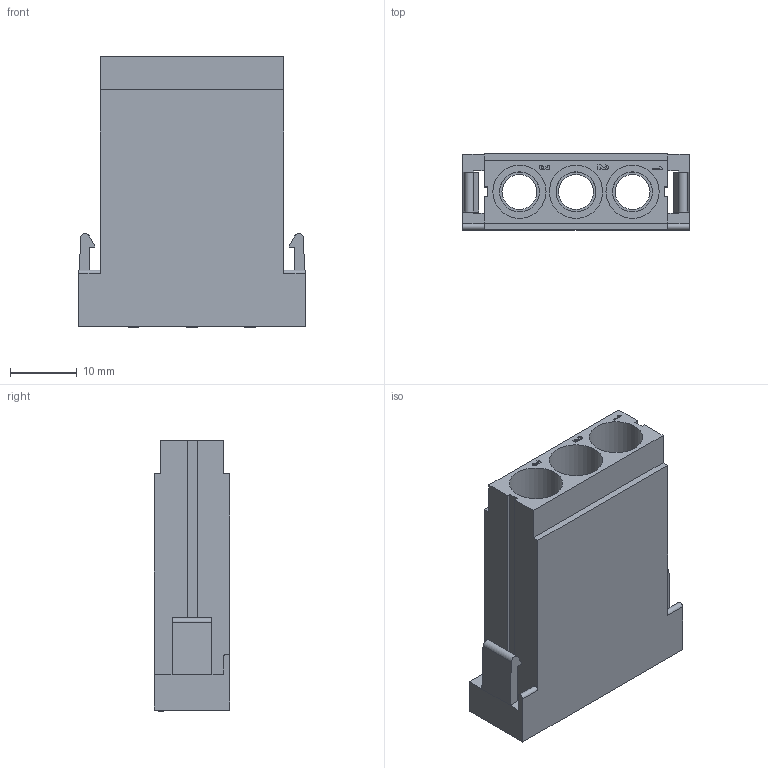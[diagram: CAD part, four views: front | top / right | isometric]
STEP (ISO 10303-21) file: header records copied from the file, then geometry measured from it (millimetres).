
FILE_DESCRIPTION(/* description */ (''),/* implementation_level */ '2;1');
FILE_NAME(/* name */ 'c146 b03 001 e8nxc001-03_214.stp',/* time_stamp */ '2022-11-03T08:06:04+01:00',/* author */ (''),/* organization */ (''),/* preprocessor_version */ 'ST-DEVELOPER v18.1',/* originating_system */ 'SIEMENS PLM Software NX 2000',/* authorisation */ '');
FILE_SCHEMA (('AUTOMOTIVE_DESIGN { 1 0 10303 214 3 1 1 1 }'));
Length unit declared in the file: millimetre
Products named in the file (6): CSA-Logo_04-01_55779ID; c146 b03 000 e8nxm001-02_55777ID; CE-ZEICHEN_3-01_55781ID; UL-Logo_2.5-01_55783ID; c146 b03 001 e8nxm001-05_SOLID; c146 b03 001 e8nxc001-03
Assembly tree (5 placements, depth 3):
  c146 b03 001 e8nxc001-03
    c146 b03 001 e8nxm001-05_SOLID
      UL-Logo_2.5-01_55783ID
      CE-ZEICHEN_3-01_55781ID
      c146 b03 000 e8nxm001-02_55777ID
      CSA-Logo_04-01_55779ID
Bounding box: 34 x 11.4 x 40.7 mm (x, y, z)
Volume: 8135.9 mm3; surface area: 7034.3 mm2
Topology: 1 solids, 1 shells, 199 faces, 678 edges, 560 vertices
Faces by surface type: plane 173, cylinder 16, extrusion 10
Full cylindrical faces by diameter (mm): 5.25 x3, 6 x3, 7.5 x3, 8 x3
Entity records: 9144 total; most frequent: CARTESIAN_POINT 2693, ORIENTED_EDGE 1326, DIRECTION 806, EDGE_CURVE 663, VERTEX_POINT 557, B_SPLINE_CURVE_WITH_KNOTS 329, EDGE_LOOP 300, VECTOR 292
